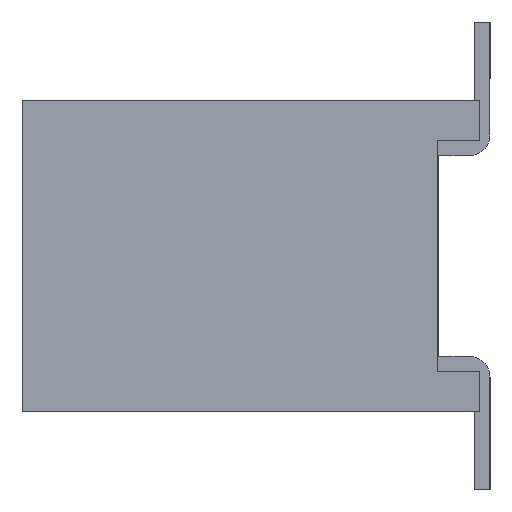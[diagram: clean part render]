
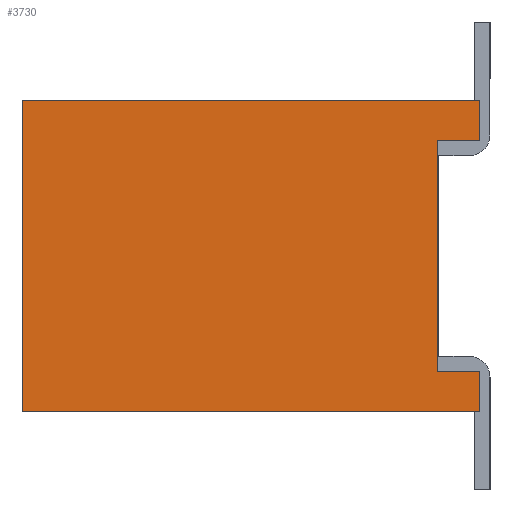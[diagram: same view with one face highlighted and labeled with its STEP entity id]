
A CAD part, left-side view. The second image highlights one B-rep face of the part: STEP entity #3730.
In plain terms, the highlighted planar face has unit normal (-1, 0, 0).
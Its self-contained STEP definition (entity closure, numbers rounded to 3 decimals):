
#3730 = ADVANCED_FACE( '', ( #7634 ), #7635, .F. );
#7634 = FACE_OUTER_BOUND( '', #11640, .T. );
#7635 = PLANE( '', #11641 );
#11640 = EDGE_LOOP( '', ( #23291, #23292, #23293, #23294, #23295, #23296, #23297, #23298 ) );
#11641 = AXIS2_PLACEMENT_3D( '', #23299, #23300, #23301 );
#23291 = ORIENTED_EDGE( '', *, *, #28570, .F. );
#23292 = ORIENTED_EDGE( '', *, *, #26697, .T. );
#23293 = ORIENTED_EDGE( '', *, *, #28018, .T. );
#23294 = ORIENTED_EDGE( '', *, *, #26939, .T. );
#23295 = ORIENTED_EDGE( '', *, *, #28641, .F. );
#23296 = ORIENTED_EDGE( '', *, *, #27632, .F. );
#23297 = ORIENTED_EDGE( '', *, *, #24966, .T. );
#23298 = ORIENTED_EDGE( '', *, *, #24931, .T. );
#23299 = CARTESIAN_POINT( '', ( -9.755, 3.9, -1.5 ) );
#23300 = DIRECTION( '', ( 1., 0., 0. ) );
#23301 = DIRECTION( '', ( 0., 0., -1. ) );
#24931 = EDGE_CURVE( '', #30272, #30270, #30273, .T. );
#24966 = EDGE_CURVE( '', #30329, #30272, #30330, .T. );
#26697 = EDGE_CURVE( '', #33162, #33160, #33163, .T. );
#26939 = EDGE_CURVE( '', #33524, #33522, #33525, .T. );
#27632 = EDGE_CURVE( '', #30329, #34520, #34521, .T. );
#28018 = EDGE_CURVE( '', #33160, #33524, #35037, .T. );
#28570 = EDGE_CURVE( '', #33162, #30270, #35710, .T. );
#28641 = EDGE_CURVE( '', #34520, #33522, #35788, .T. );
#30270 = VERTEX_POINT( '', #37851 );
#30272 = VERTEX_POINT( '', #37854 );
#30273 = LINE( '', #37855, #37856 );
#30329 = VERTEX_POINT( '', #37937 );
#30330 = LINE( '', #37938, #37939 );
#33160 = VERTEX_POINT( '', #41946 );
#33162 = VERTEX_POINT( '', #41949 );
#33163 = LINE( '', #41950, #41951 );
#33522 = VERTEX_POINT( '', #42477 );
#33524 = VERTEX_POINT( '', #42480 );
#33525 = LINE( '', #42481, #42482 );
#34520 = VERTEX_POINT( '', #43914 );
#34521 = LINE( '', #43915, #43916 );
#35037 = LINE( '', #44685, #44686 );
#35710 = LINE( '', #45705, #45706 );
#35788 = LINE( '', #45823, #45824 );
#37851 = CARTESIAN_POINT( '', ( -9.755, 0., -1.115 ) );
#37854 = CARTESIAN_POINT( '', ( -9.755, 0., -1.5 ) );
#37855 = CARTESIAN_POINT( '', ( -9.755, 0., -1.5 ) );
#37856 = VECTOR( '', #47274, 1000. );
#37937 = CARTESIAN_POINT( '', ( -9.755, 4.4, -1.5 ) );
#37938 = CARTESIAN_POINT( '', ( -9.755, 3.9, -1.5 ) );
#37939 = VECTOR( '', #47306, 1000. );
#41946 = CARTESIAN_POINT( '', ( -9.755, 0.4, 1.115 ) );
#41949 = CARTESIAN_POINT( '', ( -9.755, 0.4, -1.115 ) );
#41950 = CARTESIAN_POINT( '', ( -9.755, 0.4, -1.115 ) );
#41951 = VECTOR( '', #49178, 1000. );
#42477 = CARTESIAN_POINT( '', ( -9.755, 0., 1.5 ) );
#42480 = CARTESIAN_POINT( '', ( -9.755, 0., 1.115 ) );
#42481 = CARTESIAN_POINT( '', ( -9.755, 0., -1.5 ) );
#42482 = VECTOR( '', #49419, 1000. );
#43914 = CARTESIAN_POINT( '', ( -9.755, 4.4, 1.5 ) );
#43915 = CARTESIAN_POINT( '', ( -9.755, 4.4, 1.09 ) );
#43916 = VECTOR( '', #50085, 1000. );
#44685 = CARTESIAN_POINT( '', ( -9.755, 0.4, 1.115 ) );
#44686 = VECTOR( '', #50426, 1000. );
#45705 = CARTESIAN_POINT( '', ( -9.755, 0.4, -1.115 ) );
#45706 = VECTOR( '', #50914, 1000. );
#45823 = CARTESIAN_POINT( '', ( -9.755, 3.9, 1.5 ) );
#45824 = VECTOR( '', #50978, 1000. );
#47274 = DIRECTION( '', ( 0., 0., 1. ) );
#47306 = DIRECTION( '', ( 0., -1., 0. ) );
#49178 = DIRECTION( '', ( 0., 0., 1. ) );
#49419 = DIRECTION( '', ( 0., 0., 1. ) );
#50085 = DIRECTION( '', ( 0., 0., 1. ) );
#50426 = DIRECTION( '', ( 0., -1., 0. ) );
#50914 = DIRECTION( '', ( 0., -1., 0. ) );
#50978 = DIRECTION( '', ( 0., -1., 0. ) );
